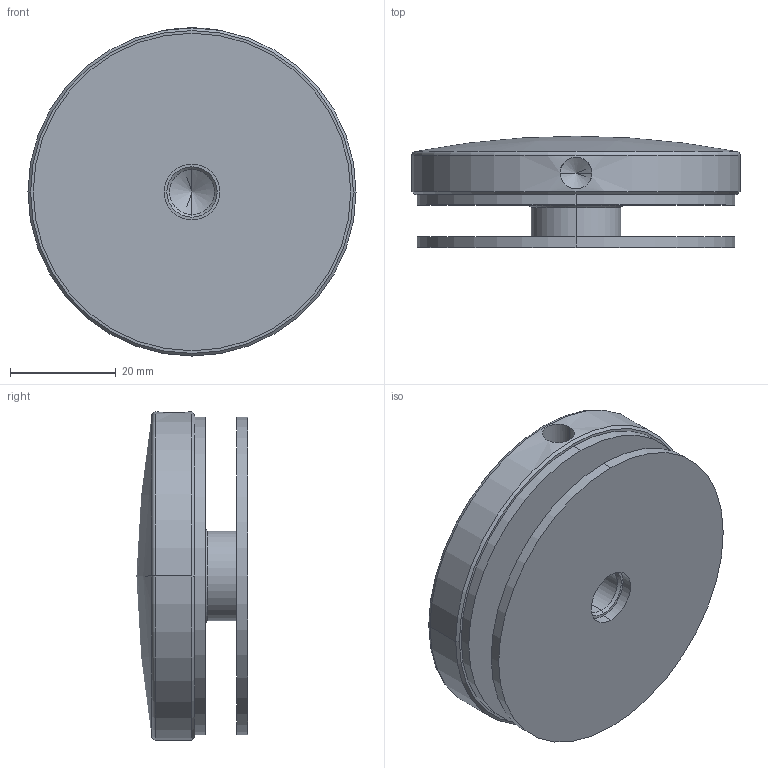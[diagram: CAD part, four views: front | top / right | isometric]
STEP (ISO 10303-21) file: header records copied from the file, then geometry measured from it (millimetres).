
FILE_DESCRIPTION (( 'STEP AP203' ), '1' );
FILE_NAME ('60240-240-OT.step', '2020-10-27T14:27:24', ( '' ), ( '' ), 'SwSTEP 2.0', 'SolidWorks 2018', '' );
FILE_SCHEMA (( 'CONFIG_CONTROL_DESIGN' ));
Length unit declared in the file: millimetre
Products named in the file (7): 60240-240-OT Teil3; 60240-240-OT Teil2_60240-240-OT Teil2; 60240-240-OT Teil3_60240-240-OT Teil3; 60240-240-OT Teil2; 60240-240-OT; 60240-240-OT Teil1_60240-240-OT Teil1; 60240-240-OT Teil1
Assembly tree (3 placements, depth 2):
  60240-240-OT Teil3
  60240-240-OT Teil2
  60240-240-OT
    60240-240-OT Teil1_60240-240-OT Teil1
    60240-240-OT Teil2_60240-240-OT Teil2
    60240-240-OT Teil3_60240-240-OT Teil3
  60240-240-OT Teil1
Bounding box: 62 x 21 x 62 mm (x, y, z)
Volume: 40026.2 mm3; surface area: 20665 mm2
Topology: 3 solids, 3 shells, 288 faces, 733 edges, 481 vertices
Faces by surface type: plane 148, bspline 104, cylinder 18, cone 14, torus 2, sphere 2
Entity records: 15571 total; most frequent: CARTESIAN_POINT 8657, ORIENTED_EDGE 1458, DIRECTION 951, EDGE_CURVE 729, VERTEX_POINT 481, LINE 469, VECTOR 469, EDGE_LOOP 326
